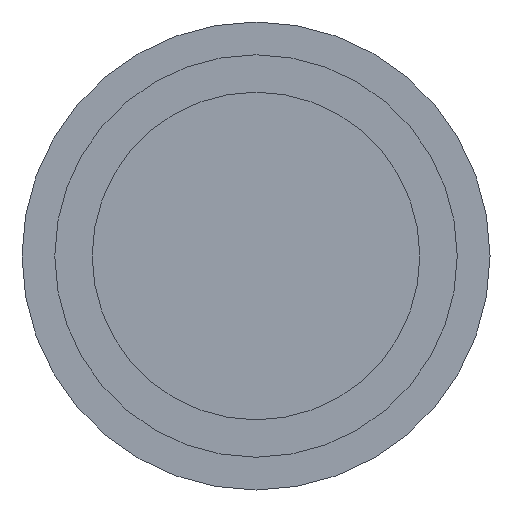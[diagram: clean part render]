
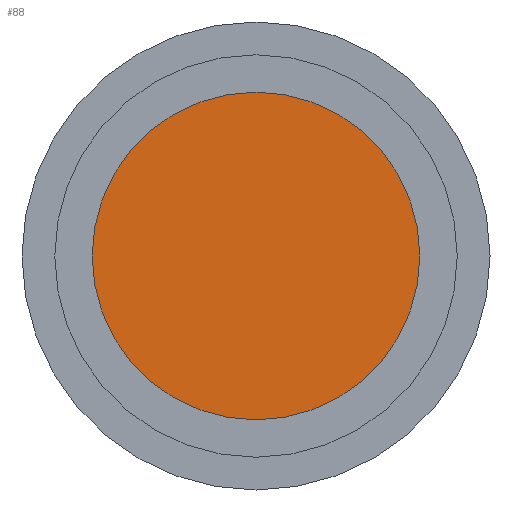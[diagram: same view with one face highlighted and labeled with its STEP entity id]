
A CAD part, left-side view. The second image highlights one B-rep face of the part: STEP entity #88.
In plain terms, the highlighted planar face has unit normal (-1, 0, 0).
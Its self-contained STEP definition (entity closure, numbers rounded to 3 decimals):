
#44=FACE_OUTER_BOUND('',#143,.T.);
#70=PLANE('',#291);
#88=ADVANCED_FACE('',(#44),#70,.T.);
#143=EDGE_LOOP('',(#199));
#199=ORIENTED_EDGE('',*,*,#249,.F.);
#221=VERTEX_POINT('',#2533);
#249=EDGE_CURVE('',#221,#221,#262,.T.);
#262=CIRCLE('',#289,1.75);
#289=AXIS2_PLACEMENT_3D('',#2532,#347,#348);
#291=AXIS2_PLACEMENT_3D('',#2535,#351,#352);
#347=DIRECTION('',(1.,0.,0.));
#348=DIRECTION('',(0.,0.,1.));
#351=DIRECTION('',(-1.,0.,0.));
#352=DIRECTION('',(0.,0.,1.));
#2532=CARTESIAN_POINT('',(0.25,0.,0.));
#2533=CARTESIAN_POINT('',(0.25,0.,1.75));
#2535=CARTESIAN_POINT('',(0.25,0.,0.));
